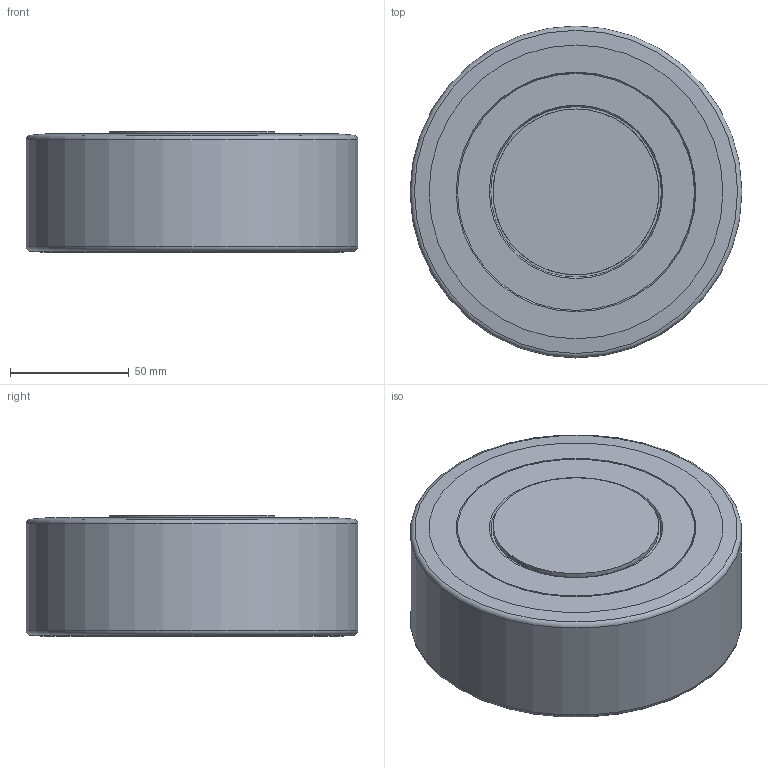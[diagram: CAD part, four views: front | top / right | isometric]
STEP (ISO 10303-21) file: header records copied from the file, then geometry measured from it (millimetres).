
FILE_DESCRIPTION(/* description */ (''),/* implementation_level */ '2;1');
FILE_NAME(/* name */ 'rueda_motriz_sola.stp',/* time_stamp */ '2020-10-31T08:59:29+01:00',/* author */ ('germi'),/* organization */ (''),/* preprocessor_version */ 'ST-DEVELOPER v18.1',/* originating_system */ 'Autodesk Inventor 2021',/* authorisation */ '');
FILE_SCHEMA (('AUTOMOTIVE_DESIGN { 1 0 10303 214 3 1 1 }'));
Length unit declared in the file: millimetre
Products named in the file (1): rueda_motriz_sola
Bounding box: 140 x 140 x 51 mm (x, y, z)
Volume: 769861.7 mm3; surface area: 53527.8 mm2
Topology: 1 solids, 1 shells, 110 faces, 279 edges, 195 vertices
Faces by surface type: plane 74, cone 19, cylinder 15, torus 2
Full cylindrical faces by diameter (mm): 4.97 x3, 6 x8, 70 x1, 88 x1, 100 x1, 140 x1
Entity records: 3547 total; most frequent: DIRECTION 602, CARTESIAN_POINT 585, ORIENTED_EDGE 558, EDGE_CURVE 279, AXIS2_PLACEMENT_3D 212, VERTEX_POINT 195, LINE 178, VECTOR 178
